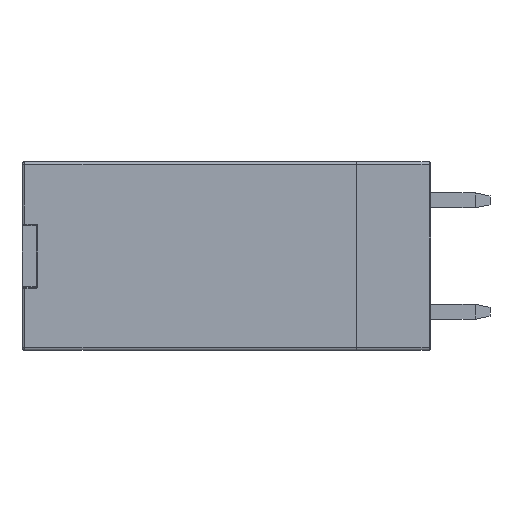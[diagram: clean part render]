
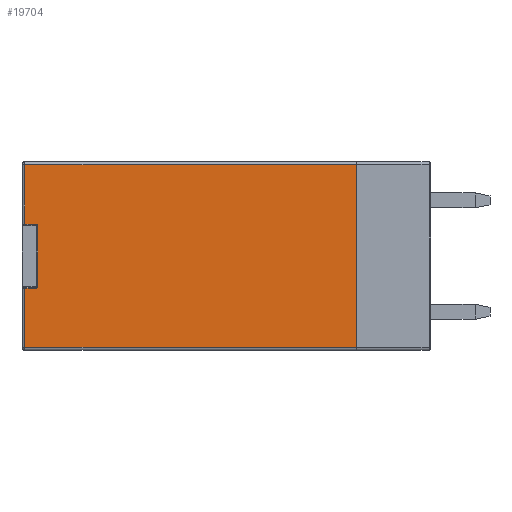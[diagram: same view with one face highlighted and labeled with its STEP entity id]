
A CAD part, left-side view. The second image highlights one B-rep face of the part: STEP entity #19704.
In plain terms, the highlighted planar face has unit normal (-1, 0, 0).
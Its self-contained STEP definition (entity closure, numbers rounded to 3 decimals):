
#315=CIRCLE('',#20578,0.1);
#326=CIRCLE('',#20592,0.1);
#2106=LINE('',#35441,#3993);
#2110=LINE('',#35453,#3997);
#2122=LINE('',#35480,#4009);
#2128=LINE('',#35490,#4015);
#2130=LINE('',#35496,#4017);
#2131=LINE('',#35498,#4018);
#2132=LINE('',#35500,#4019);
#2133=LINE('',#35501,#4020);
#3993=VECTOR('',#23921,10.);
#3997=VECTOR('',#23937,10.);
#4009=VECTOR('',#23971,10.);
#4015=VECTOR('',#23983,10.);
#4017=VECTOR('',#23989,10.);
#4018=VECTOR('',#23990,10.);
#4019=VECTOR('',#23991,10.);
#4020=VECTOR('',#23992,10.);
#5522=FACE_OUTER_BOUND('',#6660,.T.);
#6660=EDGE_LOOP('',(#16628,#16629,#16630,#16631,#16632,#16633,#16634,#16635,
#16636,#16637));
#8939=VERTEX_POINT('',#35407);
#8940=VERTEX_POINT('',#35409);
#8950=VERTEX_POINT('',#35432);
#8951=VERTEX_POINT('',#35434);
#8953=VERTEX_POINT('',#35439);
#8959=VERTEX_POINT('',#35475);
#8960=VERTEX_POINT('',#35489);
#8962=VERTEX_POINT('',#35495);
#8963=VERTEX_POINT('',#35497);
#8964=VERTEX_POINT('',#35499);
#11505=EDGE_CURVE('',#8939,#8940,#315,.T.);
#11516=EDGE_CURVE('',#8950,#8951,#326,.T.);
#11519=EDGE_CURVE('',#8953,#8950,#2106,.T.);
#11526=EDGE_CURVE('',#8951,#8939,#2110,.T.);
#11542=EDGE_CURVE('',#8940,#8959,#2122,.T.);
#11548=EDGE_CURVE('',#8959,#8960,#2128,.T.);
#11551=EDGE_CURVE('',#8962,#8953,#2130,.T.);
#11552=EDGE_CURVE('',#8963,#8962,#2131,.T.);
#11553=EDGE_CURVE('',#8963,#8964,#2132,.T.);
#11554=EDGE_CURVE('',#8960,#8964,#2133,.T.);
#16628=ORIENTED_EDGE('',*,*,#11542,.F.);
#16629=ORIENTED_EDGE('',*,*,#11505,.F.);
#16630=ORIENTED_EDGE('',*,*,#11526,.F.);
#16631=ORIENTED_EDGE('',*,*,#11516,.F.);
#16632=ORIENTED_EDGE('',*,*,#11519,.F.);
#16633=ORIENTED_EDGE('',*,*,#11551,.F.);
#16634=ORIENTED_EDGE('',*,*,#11552,.F.);
#16635=ORIENTED_EDGE('',*,*,#11553,.T.);
#16636=ORIENTED_EDGE('',*,*,#11554,.F.);
#16637=ORIENTED_EDGE('',*,*,#11548,.F.);
#17874=PLANE('',#20617);
#19704=ADVANCED_FACE('',(#5522),#17874,.T.);
#20578=AXIS2_PLACEMENT_3D('',#35410,#23885,#23886);
#20592=AXIS2_PLACEMENT_3D('',#35435,#23913,#23914);
#20617=AXIS2_PLACEMENT_3D('',#35494,#23987,#23988);
#23885=DIRECTION('center_axis',(-1.,0.,0.));
#23886=DIRECTION('ref_axis',(0.,-0.707,0.707));
#23913=DIRECTION('center_axis',(-1.,0.,0.));
#23914=DIRECTION('ref_axis',(0.,-0.707,-0.707));
#23921=DIRECTION('',(0.,-1.,0.));
#23937=DIRECTION('',(0.,0.,1.));
#23971=DIRECTION('',(0.,1.,0.));
#23983=DIRECTION('',(0.,0.,1.));
#23987=DIRECTION('center_axis',(-1.,0.,0.));
#23988=DIRECTION('ref_axis',(0.,-1.,0.));
#23989=DIRECTION('',(0.,0.,1.));
#23990=DIRECTION('',(0.,1.,0.));
#23991=DIRECTION('',(0.,0.,1.));
#23992=DIRECTION('',(0.,-1.,0.));
#35407=CARTESIAN_POINT('',(-14.5,12.7,2.05));
#35409=CARTESIAN_POINT('',(-14.5,12.8,2.15));
#35410=CARTESIAN_POINT('Origin',(-14.5,12.8,2.05));
#35432=CARTESIAN_POINT('',(-14.5,12.8,-2.15));
#35434=CARTESIAN_POINT('',(-14.5,12.7,-2.05));
#35435=CARTESIAN_POINT('Origin',(-14.5,12.8,-2.05));
#35439=CARTESIAN_POINT('',(-14.5,13.55,-2.15));
#35441=CARTESIAN_POINT('',(-14.5,13.25,-2.15));
#35453=CARTESIAN_POINT('',(-14.5,12.7,1.05));
#35475=CARTESIAN_POINT('',(-14.5,13.55,2.15));
#35480=CARTESIAN_POINT('',(-14.5,13.75,2.15));
#35489=CARTESIAN_POINT('',(-14.5,13.55,6.15));
#35490=CARTESIAN_POINT('',(-14.5,13.55,0.));
#35494=CARTESIAN_POINT('Origin',(-14.5,13.75,0.));
#35495=CARTESIAN_POINT('',(-14.5,13.55,-6.15));
#35496=CARTESIAN_POINT('',(-14.5,13.55,0.));
#35497=CARTESIAN_POINT('',(-14.5,-8.74,-6.15));
#35498=CARTESIAN_POINT('',(-14.5,6.875,-6.15));
#35499=CARTESIAN_POINT('',(-14.5,-8.74,6.15));
#35500=CARTESIAN_POINT('',(-14.5,-8.74,0.));
#35501=CARTESIAN_POINT('',(-14.5,6.875,6.15));
